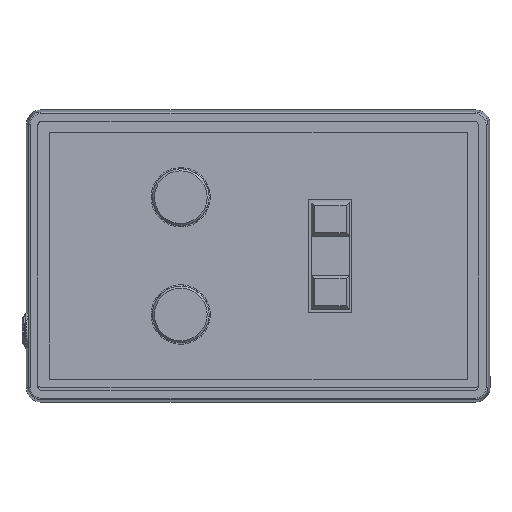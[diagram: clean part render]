
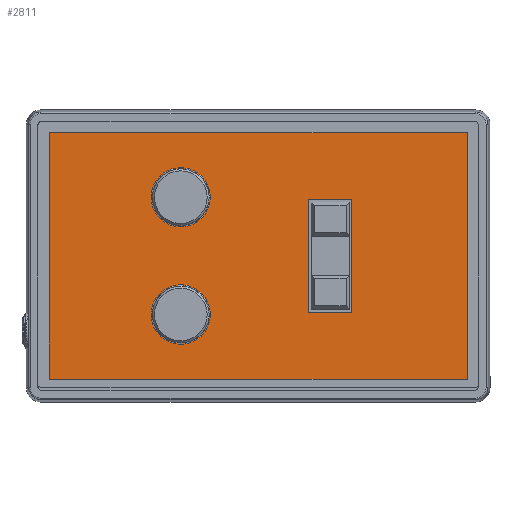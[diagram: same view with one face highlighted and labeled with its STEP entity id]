
A CAD part, top view. The second image highlights one B-rep face of the part: STEP entity #2811.
In plain terms, the highlighted planar face has unit normal (0, 0, 1).
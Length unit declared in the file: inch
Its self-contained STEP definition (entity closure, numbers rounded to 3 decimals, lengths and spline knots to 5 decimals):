
#889=CARTESIAN_POINT('',(-1.27088,0.5425,1.373));
#890=VERTEX_POINT('',#889);
#905=CARTESIAN_POINT('',(-0.73088,0.5425,1.373));
#906=VERTEX_POINT('',#905);
#913=CARTESIAN_POINT('',(-1.27088,0.5425,1.373));
#914=DIRECTION('',(1.0,0.0,0.0));
#915=VECTOR('',#914,0.54);
#916=LINE('',#913,#915);
#917=EDGE_CURVE('',#890,#906,#916,.T.);
#992=CARTESIAN_POINT('',(-1.27088,-0.8825,1.373));
#993=VERTEX_POINT('',#992);
#1000=CARTESIAN_POINT('',(-0.73088,-0.8825,1.373));
#1001=VERTEX_POINT('',#1000);
#1002=CARTESIAN_POINT('',(-0.73088,-0.8825,1.373));
#1003=DIRECTION('',(-1.0,0.0,0.0));
#1004=VECTOR('',#1003,0.54);
#1005=LINE('',#1002,#1004);
#1006=EDGE_CURVE('',#1001,#993,#1005,.T.);
#1023=CARTESIAN_POINT('',(-0.73088,-0.8825,1.373));
#1024=DIRECTION('',(0.0,1.0,0.0));
#1025=VECTOR('',#1024,1.425);
#1026=LINE('',#1023,#1025);
#1027=EDGE_CURVE('',#1001,#906,#1026,.T.);
#1141=CARTESIAN_POINT('',(-4.51588,-1.7125,1.373));
#1142=VERTEX_POINT('',#1141);
#1149=CARTESIAN_POINT('',(-4.51588,1.3725,1.373));
#1150=VERTEX_POINT('',#1149);
#1151=CARTESIAN_POINT('',(-4.51588,-1.7125,1.373));
#1152=DIRECTION('',(0.0,1.0,0.0));
#1153=VECTOR('',#1152,3.085);
#1154=LINE('',#1151,#1153);
#1155=EDGE_CURVE('',#1142,#1150,#1154,.T.);
#1179=CARTESIAN_POINT('',(0.71912,-1.7125,1.373));
#1180=VERTEX_POINT('',#1179);
#1187=CARTESIAN_POINT('',(0.71912,-1.7125,1.373));
#1188=DIRECTION('',(-1.0,0.0,0.0));
#1189=VECTOR('',#1188,5.235);
#1190=LINE('',#1187,#1189);
#1191=EDGE_CURVE('',#1180,#1142,#1190,.T.);
#1376=CARTESIAN_POINT('',(0.71912,1.3725,1.373));
#1377=VERTEX_POINT('',#1376);
#1384=CARTESIAN_POINT('',(0.71912,-1.7125,1.373));
#1385=DIRECTION('',(0.0,1.0,0.0));
#1386=VECTOR('',#1385,3.085);
#1387=LINE('',#1384,#1386);
#1388=EDGE_CURVE('',#1180,#1377,#1387,.T.);
#1406=CARTESIAN_POINT('',(0.71912,1.3725,1.373));
#1407=DIRECTION('',(-1.0,0.0,0.0));
#1408=VECTOR('',#1407,5.235);
#1409=LINE('',#1406,#1408);
#1410=EDGE_CURVE('',#1377,#1150,#1409,.T.);
#2782=CARTESIAN_POINT('',(-1.27088,0.5425,1.373));
#2783=DIRECTION('',(0.0,-1.0,0.0));
#2784=VECTOR('',#2783,1.425);
#2785=LINE('',#2782,#2784);
#2786=EDGE_CURVE('',#890,#993,#2785,.T.);
#2794=CARTESIAN_POINT('',(-1.27088,-0.8825,1.373));
#2795=DIRECTION('',(0.0,0.0,1.0));
#2796=DIRECTION('',(1.0,0.0,0.0));
#2797=AXIS2_PLACEMENT_3D('',#2794,#2795,#2796);
#2798=PLANE('',#2797);
#2799=ORIENTED_EDGE('',*,*,#1155,.F.);
#2800=ORIENTED_EDGE('',*,*,#1191,.F.);
#2801=ORIENTED_EDGE('',*,*,#1388,.T.);
#2802=ORIENTED_EDGE('',*,*,#1410,.T.);
#2803=EDGE_LOOP('',(#2799,#2800,#2801,#2802));
#2804=FACE_OUTER_BOUND('',#2803,.T.);
#2805=ORIENTED_EDGE('',*,*,#2786,.F.);
#2806=ORIENTED_EDGE('',*,*,#917,.T.);
#2807=ORIENTED_EDGE('',*,*,#1027,.F.);
#2808=ORIENTED_EDGE('',*,*,#1006,.T.);
#2809=EDGE_LOOP('',(#2805,#2806,#2807,#2808));
#2810=FACE_BOUND('',#2809,.T.);
#2811=ADVANCED_FACE('',(#2804,#2810),#2798,.T.);
